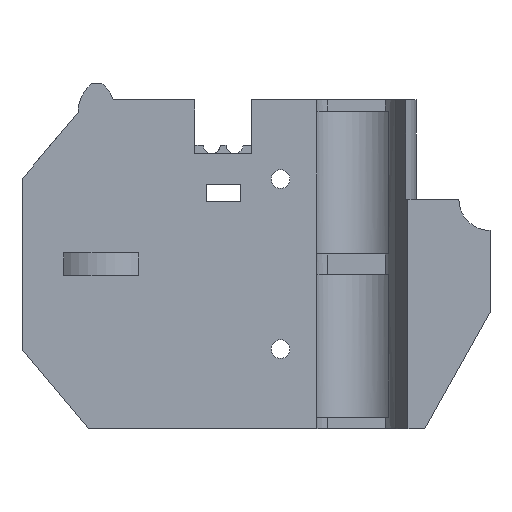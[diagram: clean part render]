
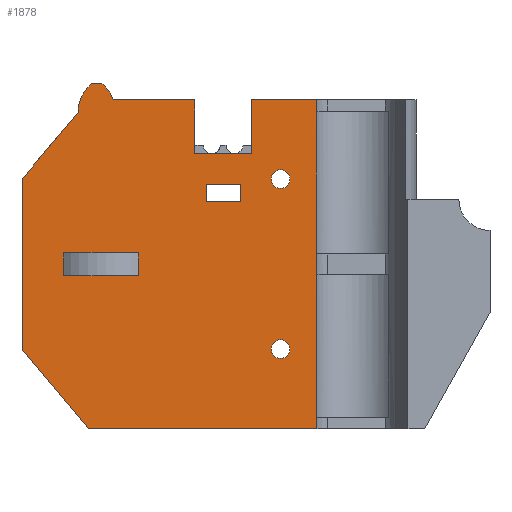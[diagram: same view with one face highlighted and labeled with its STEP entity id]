
A CAD part, left-side view. The second image highlights one B-rep face of the part: STEP entity #1878.
In plain terms, the highlighted planar face has unit normal (-1, 0, 0).
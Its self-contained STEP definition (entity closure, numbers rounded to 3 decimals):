
#27=FACE_BOUND('',#248,.T.);
#28=FACE_BOUND('',#249,.T.);
#29=FACE_BOUND('',#250,.T.);
#30=FACE_BOUND('',#251,.T.);
#84=CIRCLE('',#2000,6.6);
#85=CIRCLE('',#2001,6.6);
#86=CIRCLE('',#2002,1.65);
#87=CIRCLE('',#2003,1.65);
#140=FACE_OUTER_BOUND('',#247,.T.);
#247=EDGE_LOOP('',(#1380,#1381,#1382,#1383,#1384,#1385,#1386,#1387,#1388,
#1389,#1390,#1391,#1392));
#248=EDGE_LOOP('',(#1393,#1394,#1395,#1396));
#249=EDGE_LOOP('',(#1397));
#250=EDGE_LOOP('',(#1398));
#251=EDGE_LOOP('',(#1399,#1400,#1401,#1402));
#358=LINE('',#2686,#572);
#381=LINE('',#2743,#595);
#439=LINE('',#2875,#653);
#441=LINE('',#2878,#655);
#442=LINE('',#2880,#656);
#443=LINE('',#2882,#657);
#444=LINE('',#2884,#658);
#445=LINE('',#2886,#659);
#446=LINE('',#2890,#660);
#447=LINE('',#2894,#661);
#448=LINE('',#2895,#662);
#449=LINE('',#2898,#663);
#450=LINE('',#2900,#664);
#451=LINE('',#2902,#665);
#452=LINE('',#2903,#666);
#453=LINE('',#2910,#667);
#454=LINE('',#2912,#668);
#455=LINE('',#2914,#669);
#456=LINE('',#2915,#670);
#572=VECTOR('',#2144,40.253);
#595=VECTOR('',#2187,11.5);
#653=VECTOR('',#2283,18.276);
#655=VECTOR('',#2287,58.);
#656=VECTOR('',#2288,9.5);
#657=VECTOR('',#2289,10.);
#658=VECTOR('',#2290,9.5);
#659=VECTOR('',#2291,14.376);
#660=VECTOR('',#2294,1.8);
#661=VECTOR('',#2297,15.404);
#662=VECTOR('',#2298,30.);
#663=VECTOR('',#2299,6.);
#664=VECTOR('',#2300,3.);
#665=VECTOR('',#2301,6.);
#666=VECTOR('',#2302,3.);
#667=VECTOR('',#2307,4.);
#668=VECTOR('',#2308,13.169);
#669=VECTOR('',#2309,4.);
#670=VECTOR('',#2310,13.169);
#787=VERTEX_POINT('',#2683);
#788=VERTEX_POINT('',#2685);
#811=VERTEX_POINT('',#2740);
#812=VERTEX_POINT('',#2742);
#867=VERTEX_POINT('',#2874);
#868=VERTEX_POINT('',#2879);
#869=VERTEX_POINT('',#2881);
#870=VERTEX_POINT('',#2883);
#871=VERTEX_POINT('',#2885);
#872=VERTEX_POINT('',#2887);
#873=VERTEX_POINT('',#2889);
#874=VERTEX_POINT('',#2891);
#875=VERTEX_POINT('',#2893);
#876=VERTEX_POINT('',#2896);
#877=VERTEX_POINT('',#2897);
#878=VERTEX_POINT('',#2899);
#879=VERTEX_POINT('',#2901);
#880=VERTEX_POINT('',#2904);
#881=VERTEX_POINT('',#2906);
#882=VERTEX_POINT('',#2908);
#883=VERTEX_POINT('',#2909);
#884=VERTEX_POINT('',#2911);
#885=VERTEX_POINT('',#2913);
#972=EDGE_CURVE('',#788,#787,#358,.T.);
#1001=EDGE_CURVE('',#811,#812,#381,.T.);
#1068=EDGE_CURVE('',#867,#788,#439,.T.);
#1070=EDGE_CURVE('',#787,#812,#441,.T.);
#1071=EDGE_CURVE('',#868,#811,#442,.T.);
#1072=EDGE_CURVE('',#868,#869,#443,.T.);
#1073=EDGE_CURVE('',#870,#869,#444,.T.);
#1074=EDGE_CURVE('',#871,#870,#445,.T.);
#1075=EDGE_CURVE('',#871,#872,#84,.T.);
#1076=EDGE_CURVE('',#873,#872,#446,.T.);
#1077=EDGE_CURVE('',#873,#874,#85,.T.);
#1078=EDGE_CURVE('',#874,#875,#447,.T.);
#1079=EDGE_CURVE('',#867,#875,#448,.T.);
#1080=EDGE_CURVE('',#876,#877,#449,.T.);
#1081=EDGE_CURVE('',#877,#878,#450,.T.);
#1082=EDGE_CURVE('',#878,#879,#451,.T.);
#1083=EDGE_CURVE('',#879,#876,#452,.T.);
#1084=EDGE_CURVE('',#880,#880,#86,.T.);
#1085=EDGE_CURVE('',#881,#881,#87,.T.);
#1086=EDGE_CURVE('',#882,#883,#453,.T.);
#1087=EDGE_CURVE('',#883,#884,#454,.T.);
#1088=EDGE_CURVE('',#885,#884,#455,.T.);
#1089=EDGE_CURVE('',#882,#885,#456,.T.);
#1380=ORIENTED_EDGE('',*,*,#972,.T.);
#1381=ORIENTED_EDGE('',*,*,#1070,.T.);
#1382=ORIENTED_EDGE('',*,*,#1001,.F.);
#1383=ORIENTED_EDGE('',*,*,#1071,.F.);
#1384=ORIENTED_EDGE('',*,*,#1072,.T.);
#1385=ORIENTED_EDGE('',*,*,#1073,.F.);
#1386=ORIENTED_EDGE('',*,*,#1074,.F.);
#1387=ORIENTED_EDGE('',*,*,#1075,.T.);
#1388=ORIENTED_EDGE('',*,*,#1076,.F.);
#1389=ORIENTED_EDGE('',*,*,#1077,.T.);
#1390=ORIENTED_EDGE('',*,*,#1078,.T.);
#1391=ORIENTED_EDGE('',*,*,#1079,.F.);
#1392=ORIENTED_EDGE('',*,*,#1068,.T.);
#1393=ORIENTED_EDGE('',*,*,#1080,.T.);
#1394=ORIENTED_EDGE('',*,*,#1081,.T.);
#1395=ORIENTED_EDGE('',*,*,#1082,.T.);
#1396=ORIENTED_EDGE('',*,*,#1083,.T.);
#1397=ORIENTED_EDGE('',*,*,#1084,.T.);
#1398=ORIENTED_EDGE('',*,*,#1085,.T.);
#1399=ORIENTED_EDGE('',*,*,#1086,.T.);
#1400=ORIENTED_EDGE('',*,*,#1087,.T.);
#1401=ORIENTED_EDGE('',*,*,#1088,.F.);
#1402=ORIENTED_EDGE('',*,*,#1089,.F.);
#1796=PLANE('',#1999);
#1878=ADVANCED_FACE('',(#140,#27,#28,#29,#30),#1796,.F.);
#1999=AXIS2_PLACEMENT_3D('',#2877,#2285,#2286);
#2000=AXIS2_PLACEMENT_3D('',#2888,#2292,#2293);
#2001=AXIS2_PLACEMENT_3D('',#2892,#2295,#2296);
#2002=AXIS2_PLACEMENT_3D('',#2905,#2303,#2304);
#2003=AXIS2_PLACEMENT_3D('',#2907,#2305,#2306);
#2144=DIRECTION('',(0.,-1.,0.));
#2187=DIRECTION('',(0.,-1.,0.));
#2283=DIRECTION('',(0.,-0.643,-0.766));
#2285=DIRECTION('center_axis',(1.,0.,0.));
#2286=DIRECTION('ref_axis',(0.,0.,1.));
#2287=DIRECTION('',(0.,0.,1.));
#2288=DIRECTION('',(0.,0.,1.));
#2289=DIRECTION('',(0.,1.,0.));
#2290=DIRECTION('',(0.,0.,-1.));
#2291=DIRECTION('',(0.,-1.,0.));
#2292=DIRECTION('center_axis',(-1.,0.,0.));
#2293=DIRECTION('ref_axis',(0.,-1.,0.));
#2294=DIRECTION('',(0.,-1.,0.));
#2295=DIRECTION('center_axis',(-1.,0.,0.));
#2296=DIRECTION('ref_axis',(0.,-1.,0.));
#2297=DIRECTION('',(0.,0.643,-0.766));
#2298=DIRECTION('',(0.,0.,1.));
#2299=DIRECTION('',(0.,-1.,0.));
#2300=DIRECTION('',(0.,0.,-1.));
#2301=DIRECTION('',(0.,1.,0.));
#2302=DIRECTION('',(0.,0.,1.));
#2303=DIRECTION('center_axis',(1.,0.,0.));
#2304=DIRECTION('ref_axis',(0.,1.,0.));
#2305=DIRECTION('center_axis',(1.,0.,0.));
#2306=DIRECTION('ref_axis',(0.,1.,0.));
#2307=DIRECTION('',(0.,0.,1.));
#2308=DIRECTION('',(0.,-1.,0.));
#2309=DIRECTION('',(0.,0.,1.));
#2310=DIRECTION('',(0.,-1.,0.));
#2683=CARTESIAN_POINT('',(-11.915,7.003,-29.));
#2685=CARTESIAN_POINT('',(-11.915,47.256,-29.));
#2686=CARTESIAN_POINT('',(-11.915,59.003,-29.));
#2740=CARTESIAN_POINT('',(-11.915,18.503,29.));
#2742=CARTESIAN_POINT('',(-11.915,7.003,29.));
#2743=CARTESIAN_POINT('',(-11.915,59.003,29.));
#2874=CARTESIAN_POINT('',(-11.915,59.003,-15.));
#2875=CARTESIAN_POINT('',(-11.915,55.557,-19.108));
#2877=CARTESIAN_POINT('Origin',(-11.915,47.256,-29.));
#2878=CARTESIAN_POINT('',(-11.915,7.003,-29.));
#2879=CARTESIAN_POINT('',(-11.915,18.503,19.5));
#2880=CARTESIAN_POINT('',(-11.915,18.503,-4.));
#2881=CARTESIAN_POINT('',(-11.915,28.503,19.5));
#2882=CARTESIAN_POINT('',(-11.915,18.503,19.5));
#2883=CARTESIAN_POINT('',(-11.915,28.503,29.));
#2884=CARTESIAN_POINT('',(-11.915,28.503,21.));
#2885=CARTESIAN_POINT('',(-11.915,42.88,29.));
#2886=CARTESIAN_POINT('',(-11.915,59.003,29.));
#2887=CARTESIAN_POINT('',(-11.915,44.902,31.891));
#2888=CARTESIAN_POINT('Origin',(-11.915,49.102,26.8));
#2889=CARTESIAN_POINT('',(-11.915,46.702,31.891));
#2890=CARTESIAN_POINT('',(-11.915,46.702,31.891));
#2891=CARTESIAN_POINT('',(-11.915,49.102,26.8));
#2892=CARTESIAN_POINT('Origin',(-11.915,42.502,26.8));
#2893=CARTESIAN_POINT('',(-11.915,59.003,15.));
#2894=CARTESIAN_POINT('',(-11.915,63.963,9.09));
#2895=CARTESIAN_POINT('',(-11.915,59.003,-29.));
#2896=CARTESIAN_POINT('',(-11.915,26.5,14.));
#2897=CARTESIAN_POINT('',(-11.915,20.5,14.));
#2898=CARTESIAN_POINT('',(-11.915,26.5,14.));
#2899=CARTESIAN_POINT('',(-11.915,20.5,11.));
#2900=CARTESIAN_POINT('',(-11.915,20.5,14.));
#2901=CARTESIAN_POINT('',(-11.915,26.5,11.));
#2902=CARTESIAN_POINT('',(-11.915,20.5,11.));
#2903=CARTESIAN_POINT('',(-11.915,26.5,11.));
#2904=CARTESIAN_POINT('',(-11.915,15.02,-15.));
#2905=CARTESIAN_POINT('Origin',(-11.915,13.37,-15.));
#2906=CARTESIAN_POINT('',(-11.915,15.02,15.));
#2907=CARTESIAN_POINT('Origin',(-11.915,13.37,15.));
#2908=CARTESIAN_POINT('',(-11.915,51.635,-2.));
#2909=CARTESIAN_POINT('',(-11.915,51.635,2.));
#2910=CARTESIAN_POINT('',(-11.915,51.635,-15.5));
#2911=CARTESIAN_POINT('',(-11.915,38.465,2.));
#2912=CARTESIAN_POINT('',(-11.915,49.403,2.));
#2913=CARTESIAN_POINT('',(-11.915,38.465,-2.));
#2914=CARTESIAN_POINT('',(-11.915,38.465,-15.5));
#2915=CARTESIAN_POINT('',(-11.915,49.403,-2.));
